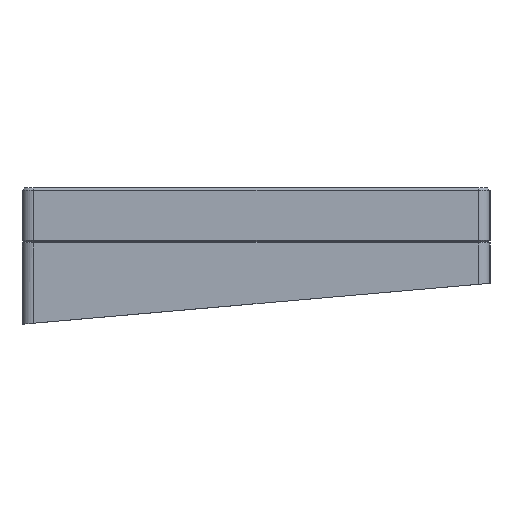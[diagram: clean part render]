
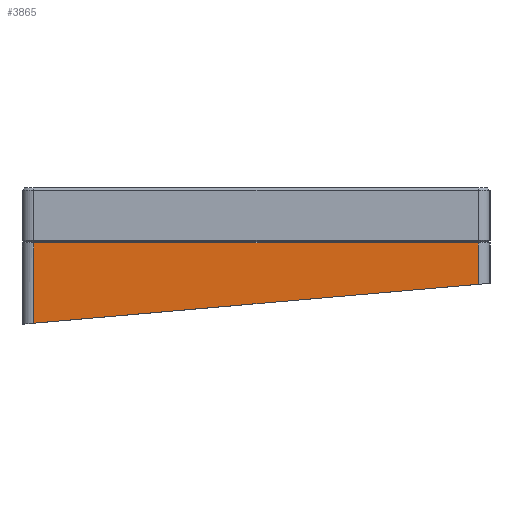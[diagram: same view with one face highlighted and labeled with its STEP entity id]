
A CAD part, left-side view. The second image highlights one B-rep face of the part: STEP entity #3865.
In plain terms, the highlighted planar face has unit normal (-1, 0, 0).
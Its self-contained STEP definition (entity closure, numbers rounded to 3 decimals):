
#196=PLANE('',#4219);
#360=FACE_OUTER_BOUND('',#605,.T.);
#605=EDGE_LOOP('',(#3182,#3183,#3184,#3185));
#1059=LINE('',#6040,#1427);
#1116=LINE('',#6228,#1484);
#1118=LINE('',#6233,#1486);
#1139=LINE('',#6324,#1507);
#1427=VECTOR('',#4844,10.);
#1484=VECTOR('',#5017,10.);
#1486=VECTOR('',#5023,10.);
#1507=VECTOR('',#5096,10.);
#1777=VERTEX_POINT('',#6031);
#1779=VERTEX_POINT('',#6038);
#1852=VERTEX_POINT('',#6226);
#1853=VERTEX_POINT('',#6231);
#2221=EDGE_CURVE('',#1779,#1777,#1059,.T.);
#2317=EDGE_CURVE('',#1852,#1779,#1116,.T.);
#2320=EDGE_CURVE('',#1853,#1852,#1118,.T.);
#2365=EDGE_CURVE('',#1777,#1853,#1139,.T.);
#3182=ORIENTED_EDGE('',*,*,#2221,.F.);
#3183=ORIENTED_EDGE('',*,*,#2317,.F.);
#3184=ORIENTED_EDGE('',*,*,#2320,.F.);
#3185=ORIENTED_EDGE('',*,*,#2365,.F.);
#3865=ADVANCED_FACE('',(#360),#196,.T.);
#4219=AXIS2_PLACEMENT_3D('',#6325,#5097,#5098);
#4844=DIRECTION('',(0.,-1.,0.));
#5017=DIRECTION('',(0.,0.,1.));
#5023=DIRECTION('',(0.,0.996,-0.087));
#5096=DIRECTION('',(0.,0.,-1.));
#5097=DIRECTION('center_axis',(-1.,0.,0.));
#5098=DIRECTION('ref_axis',(0.,0.,1.));
#6031=CARTESIAN_POINT('',(-4.975,-81.425,-0.25));
#6038=CARTESIAN_POINT('',(-4.975,5.225,-0.25));
#6040=CARTESIAN_POINT('',(-4.975,-60.888,-0.25));
#6226=CARTESIAN_POINT('',(-4.975,5.225,-15.871));
#6228=CARTESIAN_POINT('',(-4.975,5.225,-4.017));
#6231=CARTESIAN_POINT('',(-4.975,-81.425,-8.29));
#6233=CARTESIAN_POINT('',(-4.975,-15.488,-14.059));
#6324=CARTESIAN_POINT('',(-4.975,-81.425,-8.064));
#6325=CARTESIAN_POINT('Origin',(-4.975,-38.1,-8.034));
